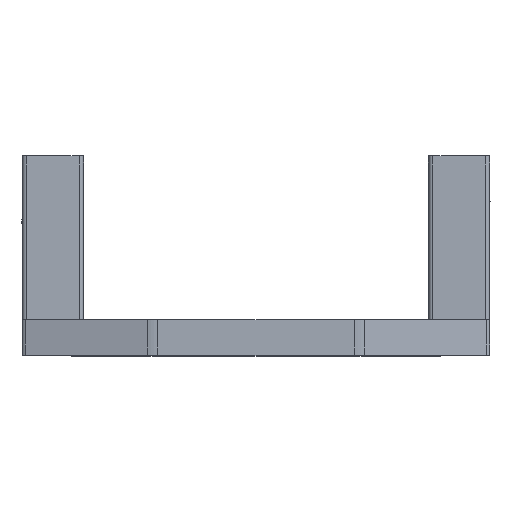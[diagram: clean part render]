
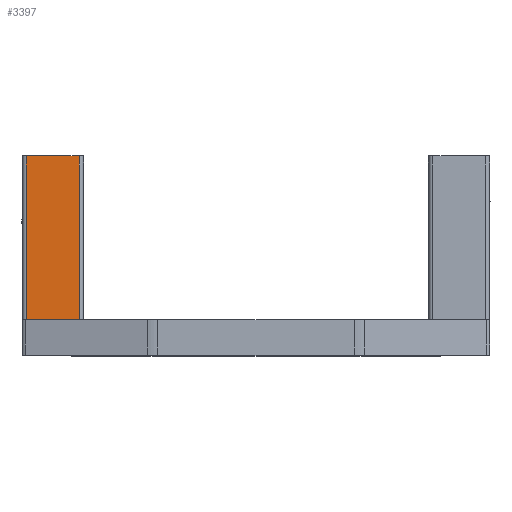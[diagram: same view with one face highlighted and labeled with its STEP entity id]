
A CAD part, top view. The second image highlights one B-rep face of the part: STEP entity #3397.
In plain terms, the highlighted planar face has unit normal (0, 0, 1).
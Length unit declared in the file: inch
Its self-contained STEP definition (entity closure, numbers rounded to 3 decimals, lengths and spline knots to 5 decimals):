
#197 = LINE ( 'NONE', #9854, #1000 ) ;
#297 = FACE_OUTER_BOUND ( 'NONE', #6409, .T. ) ;
#516 = CARTESIAN_POINT ( 'NONE',  ( -0.65745, 0.5597, 0.648 ) ) ;
#1000 = VECTOR ( 'NONE', #4663, 39.37008 ) ;
#1206 = EDGE_CURVE ( 'NONE', #7994, #4174, #197, .T. ) ;
#2088 = ORIENTED_EDGE ( 'NONE', *, *, #11051, .T. ) ;
#2318 = CARTESIAN_POINT ( 'NONE',  ( -0.64495, 0.1, 0.648 ) ) ;
#2333 = ORIENTED_EDGE ( 'NONE', *, *, #8860, .F. ) ;
#2473 = LINE ( 'NONE', #9135, #9219 ) ;
#2983 = PLANE ( 'NONE',  #6150 ) ;
#3077 = DIRECTION ( 'NONE',  ( -1., 0., 0. ) ) ;
#3397 = ADVANCED_FACE ( 'NONE', ( #297 ), #2983, .F. ) ;
#3617 = EDGE_CURVE ( 'NONE', #7073, #4486, #5276, .T. ) ;
#4174 = VERTEX_POINT ( 'NONE', #4406 ) ;
#4235 = DIRECTION ( 'NONE',  ( -1., 0., 0. ) ) ;
#4406 = CARTESIAN_POINT ( 'NONE',  ( -0.64495, 0.5597, 0.648 ) ) ;
#4486 = VERTEX_POINT ( 'NONE', #10359 ) ;
#4663 = DIRECTION ( 'NONE',  ( 0., 1., 0. ) ) ;
#5201 = VECTOR ( 'NONE', #4235, 39.37008 ) ;
#5276 = LINE ( 'NONE', #10503, #6635 ) ;
#6150 = AXIS2_PLACEMENT_3D ( 'NONE', #516, #9014, #9161 ) ;
#6409 = EDGE_LOOP ( 'NONE', ( #10053, #2333, #7150, #2088 ) ) ;
#6635 = VECTOR ( 'NONE', #10583, 39.37008 ) ;
#7073 = VERTEX_POINT ( 'NONE', #10839 ) ;
#7077 = LINE ( 'NONE', #9386, #5201 ) ;
#7150 = ORIENTED_EDGE ( 'NONE', *, *, #3617, .F. ) ;
#7994 = VERTEX_POINT ( 'NONE', #2318 ) ;
#8860 = EDGE_CURVE ( 'NONE', #4486, #7994, #7077, .T. ) ;
#9014 = DIRECTION ( 'NONE',  ( 0., 0., -1. ) ) ;
#9135 = CARTESIAN_POINT ( 'NONE',  ( 0., 0.5597, 0.648 ) ) ;
#9161 = DIRECTION ( 'NONE',  ( -1., 0., 0. ) ) ;
#9219 = VECTOR ( 'NONE', #3077, 39.37008 ) ;
#9386 = CARTESIAN_POINT ( 'NONE',  ( 0., 0.1, 0.648 ) ) ;
#9854 = CARTESIAN_POINT ( 'NONE',  ( -0.64495, 0.08232, 0.648 ) ) ;
#10053 = ORIENTED_EDGE ( 'NONE', *, *, #1206, .F. ) ;
#10359 = CARTESIAN_POINT ( 'NONE',  ( -0.49705, 0.1, 0.648 ) ) ;
#10503 = CARTESIAN_POINT ( 'NONE',  ( -0.49705, 0.5597, 0.648 ) ) ;
#10583 = DIRECTION ( 'NONE',  ( 0., -1., 0. ) ) ;
#10839 = CARTESIAN_POINT ( 'NONE',  ( -0.49705, 0.5597, 0.648 ) ) ;
#11051 = EDGE_CURVE ( 'NONE', #7073, #4174, #2473, .T. ) ;
